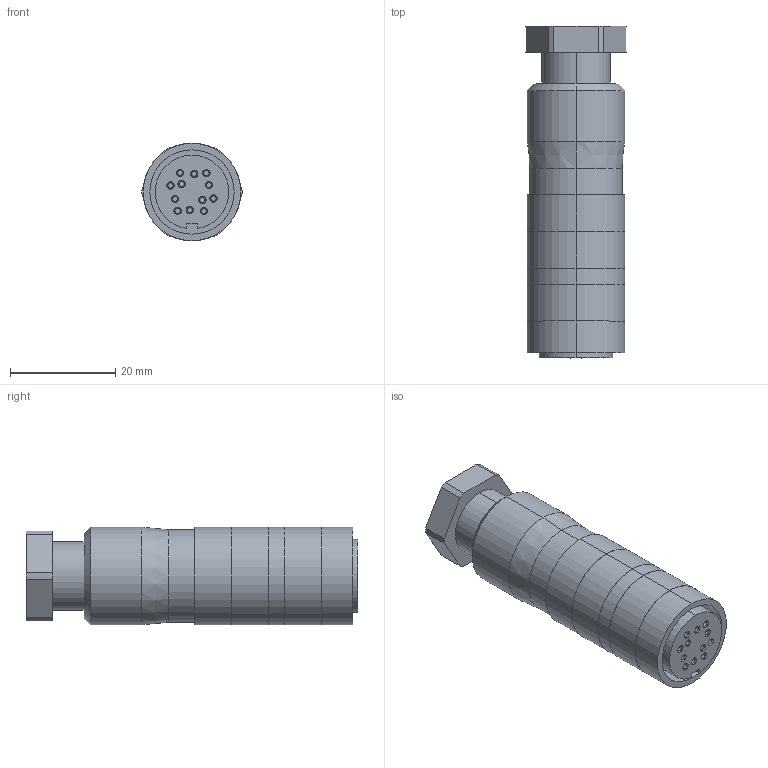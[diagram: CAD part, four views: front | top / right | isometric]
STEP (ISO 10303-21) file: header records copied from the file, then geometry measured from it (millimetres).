
FILE_DESCRIPTION((''),'2;1');
FILE_NAME('99-5630-15-12.stp','2005-04-22T10:04:35',('generator'),(''),'Autodesk Inventor 7','Autodesk Inventor 7','');
FILE_SCHEMA(('AUTOMOTIVE_DESIGN { 1 0 10303 214 1 1 1 1 }'));
Length unit declared in the file: millimetre
Products named in the file (1): 99-5630-15-12
Bounding box: 19 x 63 x 18.6 mm (x, y, z)
Volume: 14801.5 mm3; surface area: 5823.4 mm2
Topology: 1 solids, 1 shells, 115 faces, 241 edges, 150 vertices
Faces by surface type: cylinder 52, plane 33, cone 30
Entity records: 3114 total; most frequent: DIRECTION 605, CARTESIAN_POINT 507, ORIENTED_EDGE 482, AXIS2_PLACEMENT_3D 248, EDGE_CURVE 241, VERTEX_POINT 150, EDGE_LOOP 137, CIRCLE 132
